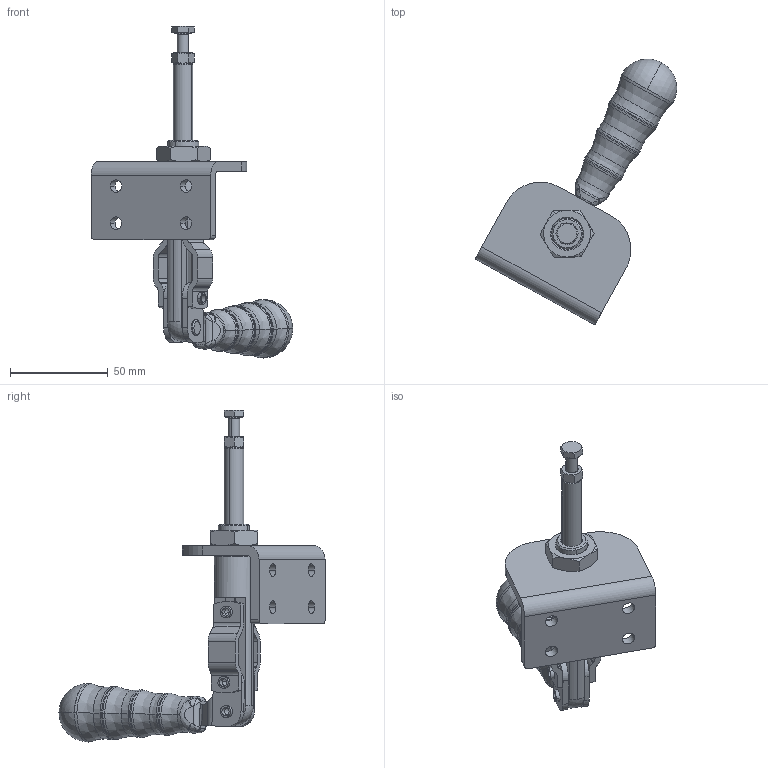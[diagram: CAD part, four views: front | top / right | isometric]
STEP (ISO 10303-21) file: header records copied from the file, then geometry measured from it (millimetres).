
FILE_DESCRIPTION((''),'2;1');
FILE_NAME('370.stp','2005-09-01T11:36:11',('CAD'),(''),'Autodesk Inventor 8','Autodesk Inventor 8','');
FILE_SCHEMA(('AUTOMOTIVE_DESIGN { 1 0 10303 214 1 1 1 1 }'));
Length unit declared in the file: millimetre
Products named in the file (1): Part26
Bounding box: 103.24 x 136.3 x 170.08 mm (x, y, z)
Volume: 93446 mm3; surface area: 35408.3 mm2
Topology: 1 solids, 5 shells, 408 faces, 1039 edges, 635 vertices
Faces by surface type: plane 114, bspline 106, cylinder 96, cone 72, sphere 12, torus 8
Entity records: 18903 total; most frequent: CARTESIAN_POINT 9409, ORIENTED_EDGE 2034, DIRECTION 2002, EDGE_CURVE 1017, AXIS2_PLACEMENT_3D 799, VERTEX_POINT 635, CIRCLE 491, EDGE_LOOP 446
